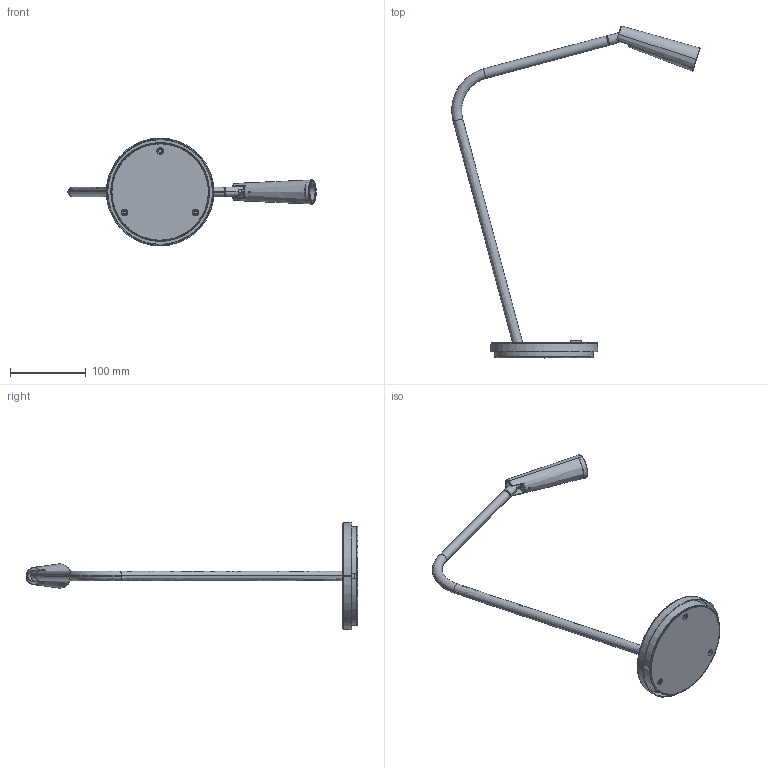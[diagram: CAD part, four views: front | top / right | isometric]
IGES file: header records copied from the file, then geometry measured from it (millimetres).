
Start section: SolidWorks IGES file using analytic representation for surfaces
Global section: file name: 10-6420.IGS; native system: SolidWorks 2017; preprocessor: SolidWorks 2017; author: agras; date: 180125.160049; units: millimetre
Bounding box: 327.2 x 437.38 x 141.92 mm (x, y, z)
Surface area: 144309.8 mm2 (no closed solid volume)
Topology: 0 solids, 0 shells, 342 faces, 5166 edges, 5145 vertices
Faces by surface type: revolution 172, bspline 170
